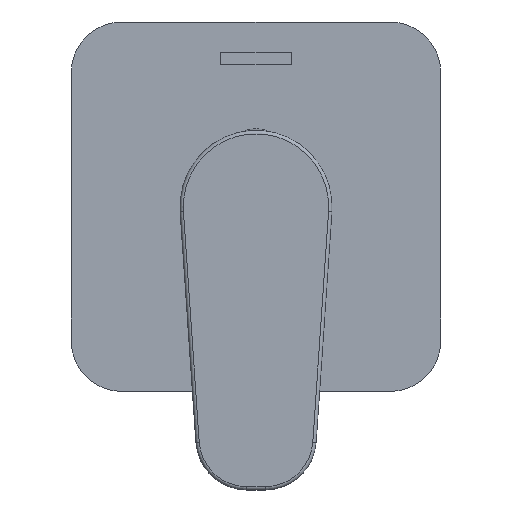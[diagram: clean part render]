
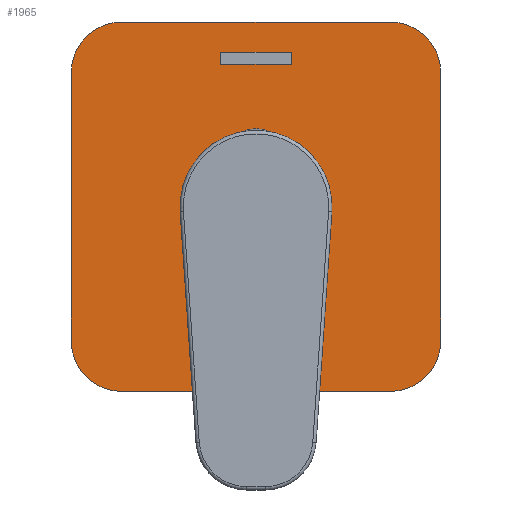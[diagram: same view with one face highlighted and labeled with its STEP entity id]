
A CAD part, top view. The second image highlights one B-rep face of the part: STEP entity #1965.
In plain terms, the highlighted planar face has unit normal (0, 0, 1).
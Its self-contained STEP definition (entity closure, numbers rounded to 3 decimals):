
#10 = DIRECTION ( 'NONE',  ( -1., 0., 0. ) ) ;
#27 = DIRECTION ( 'NONE',  ( 0., 0., 1. ) ) ;
#69 = AXIS2_PLACEMENT_3D ( 'NONE', #2211, #471, #320 ) ;
#117 = CARTESIAN_POINT ( 'NONE',  ( -55., 25., 52. ) ) ;
#148 = CARTESIAN_POINT ( 'NONE',  ( 40., 10., 52. ) ) ;
#164 = CARTESIAN_POINT ( 'NONE',  ( 0., 16., 52. ) ) ;
#173 = CARTESIAN_POINT ( 'NONE',  ( 10.5, 12.4, 52. ) ) ;
#203 = VERTEX_POINT ( 'NONE', #2091 ) ;
#231 = EDGE_CURVE ( 'NONE', #575, #842, #1447, .T. ) ;
#234 = CARTESIAN_POINT ( 'NONE',  ( -55., -85., 52. ) ) ;
#236 = LINE ( 'NONE', #164, #1383 ) ;
#239 = VECTOR ( 'NONE', #1002, 1000. ) ;
#243 = ORIENTED_EDGE ( 'NONE', *, *, #231, .T. ) ;
#258 = CARTESIAN_POINT ( 'NONE',  ( -21.25, -30., 52. ) ) ;
#269 = ORIENTED_EDGE ( 'NONE', *, *, #1438, .F. ) ;
#311 = LINE ( 'NONE', #234, #463 ) ;
#320 = DIRECTION ( 'NONE',  ( -1., 0., 0. ) ) ;
#340 = CIRCLE ( 'NONE', #2051, 21.25 ) ;
#347 = ORIENTED_EDGE ( 'NONE', *, *, #1313, .F. ) ;
#353 = EDGE_CURVE ( 'NONE', #414, #842, #311, .T. ) ;
#389 = FACE_BOUND ( 'NONE', #1041, .T. ) ;
#407 = FACE_OUTER_BOUND ( 'NONE', #2089, .T. ) ;
#414 = VERTEX_POINT ( 'NONE', #894 ) ;
#432 = LINE ( 'NONE', #538, #1088 ) ;
#448 = AXIS2_PLACEMENT_3D ( 'NONE', #855, #27, #10 ) ;
#451 = VERTEX_POINT ( 'NONE', #607 ) ;
#463 = VECTOR ( 'NONE', #1235, 1000. ) ;
#471 = DIRECTION ( 'NONE',  ( 0., 0., 1. ) ) ;
#498 = CARTESIAN_POINT ( 'NONE',  ( -40., 25., 52. ) ) ;
#525 = ORIENTED_EDGE ( 'NONE', *, *, #1989, .F. ) ;
#538 = CARTESIAN_POINT ( 'NONE',  ( -10.5, -30., 52. ) ) ;
#566 = VERTEX_POINT ( 'NONE', #1131 ) ;
#575 = VERTEX_POINT ( 'NONE', #498 ) ;
#583 = CARTESIAN_POINT ( 'NONE',  ( 55., 25., 52. ) ) ;
#588 = CARTESIAN_POINT ( 'NONE',  ( -55., 10., 52. ) ) ;
#607 = CARTESIAN_POINT ( 'NONE',  ( -40., -85., 52. ) ) ;
#638 = DIRECTION ( 'NONE',  ( 0., 0., 1. ) ) ;
#650 = EDGE_CURVE ( 'NONE', #1838, #1974, #432, .T. ) ;
#670 = DIRECTION ( 'NONE',  ( -1., 0., 0. ) ) ;
#715 = ORIENTED_EDGE ( 'NONE', *, *, #845, .F. ) ;
#722 = DIRECTION ( 'NONE',  ( 0., -1., 0. ) ) ;
#729 = LINE ( 'NONE', #1731, #1091 ) ;
#733 = AXIS2_PLACEMENT_3D ( 'NONE', #148, #638, #1680 ) ;
#736 = DIRECTION ( 'NONE',  ( 0., 0., -1. ) ) ;
#757 = VERTEX_POINT ( 'NONE', #1066 ) ;
#808 = VERTEX_POINT ( 'NONE', #1119 ) ;
#830 = LINE ( 'NONE', #583, #2235 ) ;
#842 = VERTEX_POINT ( 'NONE', #588 ) ;
#845 = EDGE_CURVE ( 'NONE', #203, #1039, #830, .T. ) ;
#855 = CARTESIAN_POINT ( 'NONE',  ( -40., 10., 52. ) ) ;
#894 = CARTESIAN_POINT ( 'NONE',  ( -55., -70., 52. ) ) ;
#905 = CARTESIAN_POINT ( 'NONE',  ( -10.5, 12.4, 52. ) ) ;
#931 = CARTESIAN_POINT ( 'NONE',  ( 0., -30., 52. ) ) ;
#1002 = DIRECTION ( 'NONE',  ( 0., 1., 0. ) ) ;
#1039 = VERTEX_POINT ( 'NONE', #1331 ) ;
#1041 = EDGE_LOOP ( 'NONE', ( #1097, #525, #269, #1996 ) ) ;
#1066 = CARTESIAN_POINT ( 'NONE',  ( 10.5, 16., 52. ) ) ;
#1086 = EDGE_CURVE ( 'NONE', #808, #451, #729, .T. ) ;
#1088 = VECTOR ( 'NONE', #722, 1000. ) ;
#1091 = VECTOR ( 'NONE', #670, 1000. ) ;
#1097 = ORIENTED_EDGE ( 'NONE', *, *, #650, .F. ) ;
#1106 = DIRECTION ( 'NONE',  ( -1., 0., 0. ) ) ;
#1119 = CARTESIAN_POINT ( 'NONE',  ( 40., -85., 52. ) ) ;
#1123 = DIRECTION ( 'NONE',  ( -1., 0., 0. ) ) ;
#1131 = CARTESIAN_POINT ( 'NONE',  ( 40., 25., 52. ) ) ;
#1133 = FACE_BOUND ( 'NONE', #2138, .T. ) ;
#1174 = DIRECTION ( 'NONE',  ( 1., 0., 0. ) ) ;
#1235 = DIRECTION ( 'NONE',  ( 0., 1., 0. ) ) ;
#1238 = EDGE_CURVE ( 'NONE', #414, #451, #2100, .T. ) ;
#1245 = VECTOR ( 'NONE', #1174, 1000. ) ;
#1268 = EDGE_CURVE ( 'NONE', #1607, #1607, #340, .T. ) ;
#1287 = CARTESIAN_POINT ( 'NONE',  ( -40., -70., 52. ) ) ;
#1313 = EDGE_CURVE ( 'NONE', #575, #566, #1747, .T. ) ;
#1331 = CARTESIAN_POINT ( 'NONE',  ( 55., -70., 52. ) ) ;
#1380 = CIRCLE ( 'NONE', #733, 15. ) ;
#1383 = VECTOR ( 'NONE', #1530, 1000. ) ;
#1438 = EDGE_CURVE ( 'NONE', #2163, #757, #1774, .T. ) ;
#1447 = CIRCLE ( 'NONE', #448, 15. ) ;
#1476 = CARTESIAN_POINT ( 'NONE',  ( 0., -30., 52. ) ) ;
#1479 = EDGE_CURVE ( 'NONE', #1974, #2163, #1494, .T. ) ;
#1494 = LINE ( 'NONE', #1700, #1245 ) ;
#1530 = DIRECTION ( 'NONE',  ( -1., 0., 0. ) ) ;
#1591 = ORIENTED_EDGE ( 'NONE', *, *, #1995, .T. ) ;
#1603 = ORIENTED_EDGE ( 'NONE', *, *, #1238, .T. ) ;
#1607 = VERTEX_POINT ( 'NONE', #258 ) ;
#1612 = VECTOR ( 'NONE', #1832, 1000. ) ;
#1662 = DIRECTION ( 'NONE',  ( 0., 0., -1. ) ) ;
#1680 = DIRECTION ( 'NONE',  ( -1., 0., 0. ) ) ;
#1681 = ORIENTED_EDGE ( 'NONE', *, *, #1268, .T. ) ;
#1694 = ORIENTED_EDGE ( 'NONE', *, *, #1086, .F. ) ;
#1700 = CARTESIAN_POINT ( 'NONE',  ( 0., 12.4, 52. ) ) ;
#1731 = CARTESIAN_POINT ( 'NONE',  ( 55., -85., 52. ) ) ;
#1747 = LINE ( 'NONE', #117, #1612 ) ;
#1753 = ORIENTED_EDGE ( 'NONE', *, *, #2060, .T. ) ;
#1774 = LINE ( 'NONE', #1871, #239 ) ;
#1793 = PLANE ( 'NONE',  #2144 ) ;
#1832 = DIRECTION ( 'NONE',  ( 1., 0., 0. ) ) ;
#1838 = VERTEX_POINT ( 'NONE', #2065 ) ;
#1842 = ORIENTED_EDGE ( 'NONE', *, *, #353, .F. ) ;
#1871 = CARTESIAN_POINT ( 'NONE',  ( 10.5, -30., 52. ) ) ;
#1941 = AXIS2_PLACEMENT_3D ( 'NONE', #1287, #2174, #1123 ) ;
#1965 = ADVANCED_FACE ( 'NONE', ( #407, #1133, #389 ), #1793, .F. ) ;
#1974 = VERTEX_POINT ( 'NONE', #905 ) ;
#1989 = EDGE_CURVE ( 'NONE', #757, #1838, #236, .T. ) ;
#1995 = EDGE_CURVE ( 'NONE', #808, #1039, #2068, .T. ) ;
#1996 = ORIENTED_EDGE ( 'NONE', *, *, #1479, .F. ) ;
#2012 = DIRECTION ( 'NONE',  ( -1., 0., 0. ) ) ;
#2051 = AXIS2_PLACEMENT_3D ( 'NONE', #1476, #1662, #2012 ) ;
#2060 = EDGE_CURVE ( 'NONE', #203, #566, #1380, .T. ) ;
#2065 = CARTESIAN_POINT ( 'NONE',  ( -10.5, 16., 52. ) ) ;
#2068 = CIRCLE ( 'NONE', #69, 15. ) ;
#2089 = EDGE_LOOP ( 'NONE', ( #347, #243, #1842, #1603, #1694, #1591, #715, #1753 ) ) ;
#2091 = CARTESIAN_POINT ( 'NONE',  ( 55., 10., 52. ) ) ;
#2100 = CIRCLE ( 'NONE', #1941, 15. ) ;
#2138 = EDGE_LOOP ( 'NONE', ( #1681 ) ) ;
#2144 = AXIS2_PLACEMENT_3D ( 'NONE', #931, #736, #1106 ) ;
#2159 = DIRECTION ( 'NONE',  ( 0., -1., 0. ) ) ;
#2163 = VERTEX_POINT ( 'NONE', #173 ) ;
#2174 = DIRECTION ( 'NONE',  ( 0., 0., 1. ) ) ;
#2211 = CARTESIAN_POINT ( 'NONE',  ( 40., -70., 52. ) ) ;
#2235 = VECTOR ( 'NONE', #2159, 1000. ) ;
